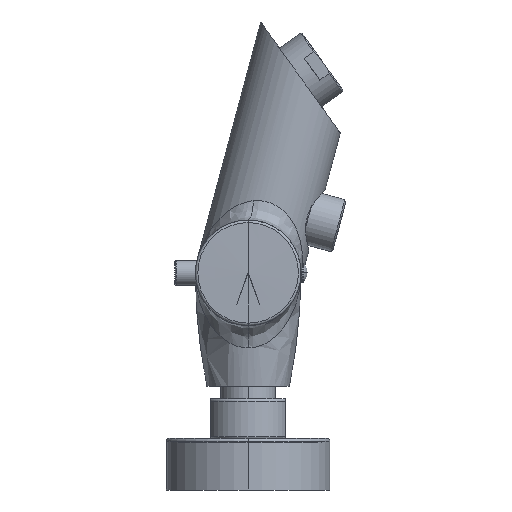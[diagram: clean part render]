
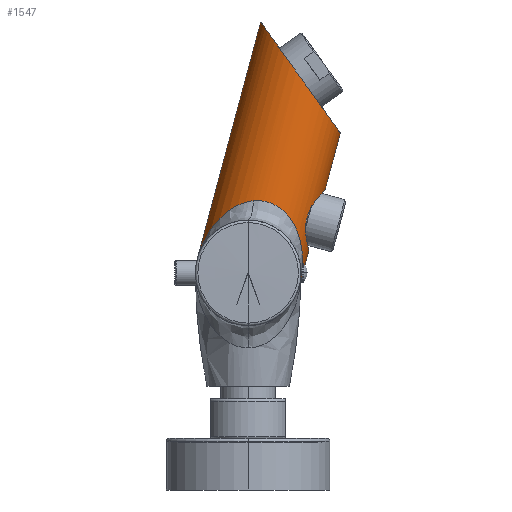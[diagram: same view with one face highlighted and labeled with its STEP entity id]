
A CAD part, left-side view. The second image highlights one B-rep face of the part: STEP entity #1547.
In plain terms, the highlighted cylindrical face has radius 20.5 mm (diameter 41 mm), a partial arc.
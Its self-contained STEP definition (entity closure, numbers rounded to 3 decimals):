
#36=CARTESIAN_POINT('',(0.,19.801,5.306));
#360=CARTESIAN_POINT('',(0.,-23.584,8.812));
#361=CARTESIAN_POINT('',(-0.816,-23.584,
8.812));
#362=CARTESIAN_POINT('',(-2.41,-23.533,8.994));
#363=CARTESIAN_POINT('',(-4.696,-23.322,9.779));
#364=CARTESIAN_POINT('',(-6.751,-23.024,11.002));
#365=CARTESIAN_POINT('',(-8.547,-22.698,12.602));
#366=CARTESIAN_POINT('',(-10.044,-22.416,14.529));
#367=CARTESIAN_POINT('',(-11.185,-22.274,16.703));
#368=CARTESIAN_POINT('',(-11.922,-22.378,19.07));
#369=CARTESIAN_POINT('',(-12.182,-22.824,21.48));
#370=CARTESIAN_POINT('',(-11.947,-23.624,23.789));
#371=CARTESIAN_POINT('',(-11.24,-24.699,25.894));
#372=CARTESIAN_POINT('',(-10.116,-25.912,27.731));
#373=CARTESIAN_POINT('',(-8.623,-27.133,29.287));
#374=CARTESIAN_POINT('',(-6.818,-28.235,30.536));
#375=CARTESIAN_POINT('',(-4.748,-29.121,31.466));
#376=CARTESIAN_POINT('',(-2.437,-29.71,32.053));
#377=CARTESIAN_POINT('',(-0.825,-29.848,
32.188));
#378=CARTESIAN_POINT('',(0.,-29.848,32.188));
#380=CARTESIAN_POINT('',(-5.306,-21.036,2.));
#381=CARTESIAN_POINT('',(-4.989,-21.004,1.553));
#382=CARTESIAN_POINT('',(-4.367,-20.935,
0.715));
#383=CARTESIAN_POINT('',(-3.455,-20.828,
-0.37));
#384=CARTESIAN_POINT('',(-2.563,-20.727,
-1.256));
#385=CARTESIAN_POINT('',(-1.675,-20.643,
-1.925));
#386=CARTESIAN_POINT('',(-0.799,-20.59,
-2.326));
#387=CARTESIAN_POINT('',(-0.26,-20.579,
-2.404));
#388=CARTESIAN_POINT('',(0.,-20.579,
-2.404));
#390=CARTESIAN_POINT('',(-19.801,-2.,27.964));
#391=CARTESIAN_POINT('',(-20.024,-2.883,28.048));
#392=CARTESIAN_POINT('',(-20.359,-4.619,28.064));
#393=CARTESIAN_POINT('',(-20.545,-7.041,27.683));
#394=CARTESIAN_POINT('',(-20.444,-9.373,26.913));
#395=CARTESIAN_POINT('',(-20.037,-11.638,25.72));
#396=CARTESIAN_POINT('',(-19.274,-13.858,24.028));
#397=CARTESIAN_POINT('',(-18.084,-15.976,21.748));
#398=CARTESIAN_POINT('',(-16.472,-17.838,18.928));
#399=CARTESIAN_POINT('',(-14.4,-19.389,15.531));
#400=CARTESIAN_POINT('',(-11.869,-20.525,11.583));
#401=CARTESIAN_POINT('',(-8.884,-21.154,7.118));
#402=CARTESIAN_POINT('',(-6.55,-21.162,3.758));
#403=CARTESIAN_POINT('',(-5.306,-21.036,2.));
#405=CARTESIAN_POINT('',(0.,19.801,5.306));
#406=CARTESIAN_POINT('',(-1.477,19.269,7.29));
#407=CARTESIAN_POINT('',(-4.274,17.956,10.962));
#408=CARTESIAN_POINT('',(-7.91,15.536,15.547));
#409=CARTESIAN_POINT('',(-11.065,12.799,19.355));
#410=CARTESIAN_POINT('',(-13.728,9.879,22.405));
#411=CARTESIAN_POINT('',(-15.933,6.849,24.767));
#412=CARTESIAN_POINT('',(-17.688,3.784,26.471));
#413=CARTESIAN_POINT('',(-18.985,0.805,27.541));
#414=CARTESIAN_POINT('',(-19.572,-1.089,27.877));
#415=CARTESIAN_POINT('',(-19.801,-2.,27.964));
#417=DIRECTION('',(0.,-0.259,0.966));
#418=VECTOR('',#417,95.3);
#419=CARTESIAN_POINT('',(0.,19.801,5.306));
#420=LINE('',#419,#418);
#421=CARTESIAN_POINT('',(0.,-4.864,97.359));
#422=CARTESIAN_POINT('',(-1.078,-4.864,97.359));
#423=CARTESIAN_POINT('',(-3.227,-4.991,97.181));
#424=CARTESIAN_POINT('',(-6.44,-5.574,96.369));
#425=CARTESIAN_POINT('',(-9.597,-6.577,94.971));
#426=CARTESIAN_POINT('',(-12.636,-8.042,92.93));
#427=CARTESIAN_POINT('',(-15.436,-10.005,90.195));
#428=CARTESIAN_POINT('',(-17.824,-12.472,86.757));
#429=CARTESIAN_POINT('',(-19.592,-15.393,82.686));
#430=CARTESIAN_POINT('',(-20.539,-18.636,78.168));
#431=CARTESIAN_POINT('',(-20.539,-21.997,73.485));
#432=CARTESIAN_POINT('',(-19.593,-25.239,68.967));
#433=CARTESIAN_POINT('',(-17.826,-28.16,64.897));
#434=CARTESIAN_POINT('',(-15.439,-30.627,61.459));
#435=CARTESIAN_POINT('',(-12.64,-32.59,58.724));
#436=CARTESIAN_POINT('',(-9.601,-34.056,56.681));
#437=CARTESIAN_POINT('',(-6.442,-35.06,55.282));
#438=CARTESIAN_POINT('',(-3.227,-35.644,54.469));
#439=CARTESIAN_POINT('',(-1.079,-35.771,54.292));
#440=CARTESIAN_POINT('',(0.,-35.771,54.292));
#460=CARTESIAN_POINT('',(0.,-29.848,32.188));
#478=CARTESIAN_POINT('',(0.,-23.584,8.812));
#480=DIRECTION('',(0.,-0.259,0.966));
#481=VECTOR('',#480,22.884);
#482=CARTESIAN_POINT('',(0.,-29.848,32.188));
#483=LINE('',#482,#481);
#484=CARTESIAN_POINT('',(0.,-35.771,54.292));
#503=CARTESIAN_POINT('',(0.,-4.864,97.359));
#532=CARTESIAN_POINT('',(0.,-20.579,
-2.404));
#542=DIRECTION('',(0.,-0.259,0.966));
#543=VECTOR('',#542,11.612);
#544=CARTESIAN_POINT('',(0.,-20.579,
-2.404));
#545=LINE('',#544,#543);
#649=VERTEX_POINT('',#484);
#650=VERTEX_POINT('',#503);
#652=VERTEX_POINT('',#36);
#657=VERTEX_POINT('',#532);
#659=VERTEX_POINT('',#380);
#661=VERTEX_POINT('',#390);
#666=VERTEX_POINT('',#460);
#667=VERTEX_POINT('',#478);
#1527=CARTESIAN_POINT('',(0.,0.,0.));
#1528=DIRECTION('',(0.,-0.259,0.966));
#1529=DIRECTION('',(0.,-0.966,-0.259));
#1530=AXIS2_PLACEMENT_3D('',#1527,#1528,#1529);
#1531=CYLINDRICAL_SURFACE('',#1530,20.5);
#1533=ORIENTED_EDGE('',*,*,#1532,.F.);
#1535=ORIENTED_EDGE('',*,*,#1534,.F.);
#1536=ORIENTED_EDGE('',*,*,#1378,.F.);
#1537=ORIENTED_EDGE('',*,*,#1451,.F.);
#1538=ORIENTED_EDGE('',*,*,#1513,.F.);
#1540=ORIENTED_EDGE('',*,*,#1539,.T.);
#1542=ORIENTED_EDGE('',*,*,#1541,.T.);
#1544=ORIENTED_EDGE('',*,*,#1543,.F.);
#1545=EDGE_LOOP('',(#1533,#1535,#1536,#1537,#1538,#1540,#1542,#1544));
#1546=FACE_OUTER_BOUND('',#1545,.F.);
#1547=ADVANCED_FACE('',(#1546),#1531,.T.);
#379=B_SPLINE_CURVE_WITH_KNOTS('',3,(#360,#361,#362,#363,#364,#365,#366,#367,
#368,#369,#370,#371,#372,#373,#374,#375,#376,#377,#378),.UNSPECIFIED.,.F.,.F.,
(4,1,1,1,1,1,1,1,1,1,1,1,1,1,1,1,4),(0.,0.063,0.125,0.188,0.25,
0.313,0.375,0.438,0.5,0.563,0.625,0.688,0.75,0.813,
0.875,0.938,1.),.UNSPECIFIED.);
#389=B_SPLINE_CURVE_WITH_KNOTS('',3,(#380,#381,#382,#383,#384,#385,#386,#387,
#388),.UNSPECIFIED.,.F.,.F.,(4,1,1,1,1,1,4),(0.,0.167,
0.333,0.5,0.667,0.833,1.),
.UNSPECIFIED.);
#404=B_SPLINE_CURVE_WITH_KNOTS('',3,(#390,#391,#392,#393,#394,#395,#396,#397,
#398,#399,#400,#401,#402,#403),.UNSPECIFIED.,.F.,.F.,(4,1,1,1,1,1,1,1,1,1,1,4),(
0.,0.091,0.182,0.273,0.364,
0.455,0.545,0.636,0.727,
0.818,0.909,1.),.UNSPECIFIED.);
#416=B_SPLINE_CURVE_WITH_KNOTS('',3,(#405,#406,#407,#408,#409,#410,#411,#412,
#413,#414,#415),.UNSPECIFIED.,.F.,.F.,(4,1,1,1,1,1,1,1,4),(0.,0.125,0.25,
0.375,0.5,0.625,0.75,0.875,1.),.UNSPECIFIED.);
#441=B_SPLINE_CURVE_WITH_KNOTS('',3,(#421,#422,#423,#424,#425,#426,#427,#428,
#429,#430,#431,#432,#433,#434,#435,#436,#437,#438,#439,#440),.UNSPECIFIED.,.F.,
.F.,(4,1,1,1,1,1,1,1,1,1,1,1,1,1,1,1,1,4),(0.,0.059,
0.118,0.176,0.235,0.294,
0.353,0.412,0.471,0.529,
0.588,0.647,0.706,0.765,
0.824,0.882,0.941,1.),.UNSPECIFIED.);
#1378=EDGE_CURVE('',#659,#657,#389,.T.);
#1451=EDGE_CURVE('',#661,#659,#404,.T.);
#1513=EDGE_CURVE('',#652,#661,#416,.T.);
#1532=EDGE_CURVE('',#667,#666,#379,.T.);
#1534=EDGE_CURVE('',#657,#667,#545,.T.);
#1539=EDGE_CURVE('',#652,#650,#420,.T.);
#1541=EDGE_CURVE('',#650,#649,#441,.T.);
#1543=EDGE_CURVE('',#666,#649,#483,.T.);
